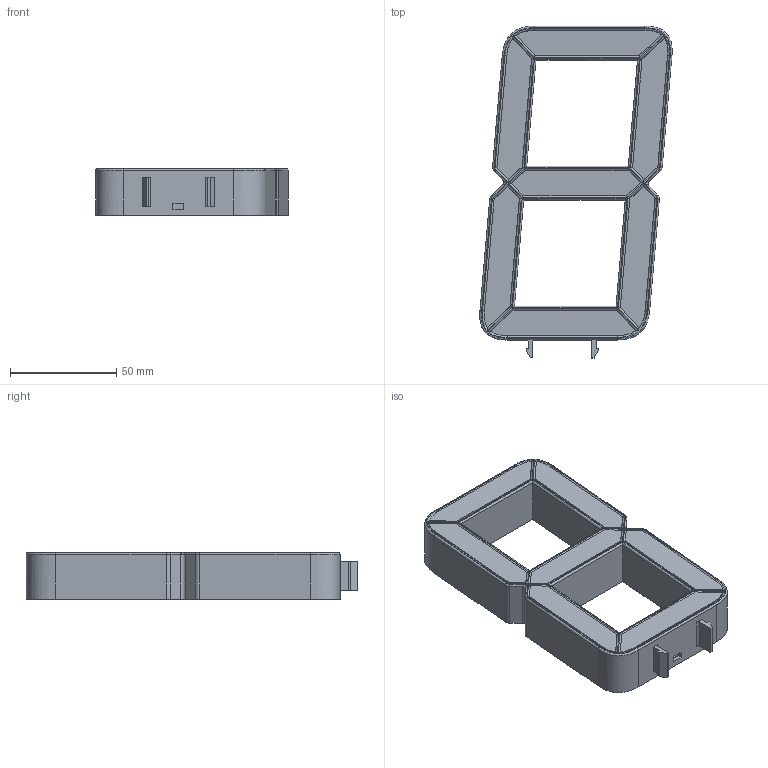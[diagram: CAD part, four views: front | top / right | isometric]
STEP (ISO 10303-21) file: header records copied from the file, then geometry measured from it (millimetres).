
FILE_DESCRIPTION(/* description */ (''),/* implementation_level */ '2;1');
FILE_NAME(/* name */ 'Digit v16.step',/* time_stamp */ '2022-04-09T15:18:01+02:00',/* author */ (''),/* organization */ (''),/* preprocessor_version */ 'ST-DEVELOPER v18.1',/* originating_system */ 'Autodesk Translation Framework v10.13.0.1454',/* authorisation */ '');
FILE_SCHEMA (('AUTOMOTIVE_DESIGN { 1 0 10303 214 3 1 1 }'));
Length unit declared in the file: millimetre
Products named in the file (1): Digit
Bounding box: 90.65 x 156.46 x 22 mm (x, y, z)
Volume: 83179.5 mm3; surface area: 101696 mm2
Topology: 9 solids, 9 shells, 527 faces, 1316 edges, 834 vertices
Faces by surface type: plane 368, bspline 86, cylinder 69, torus 4
Entity records: 18067 total; most frequent: CARTESIAN_POINT 5890, ORIENTED_EDGE 2628, DIRECTION 2176, EDGE_CURVE 1314, LINE 1098, VECTOR 1098, VERTEX_POINT 834, EDGE_LOOP 580
